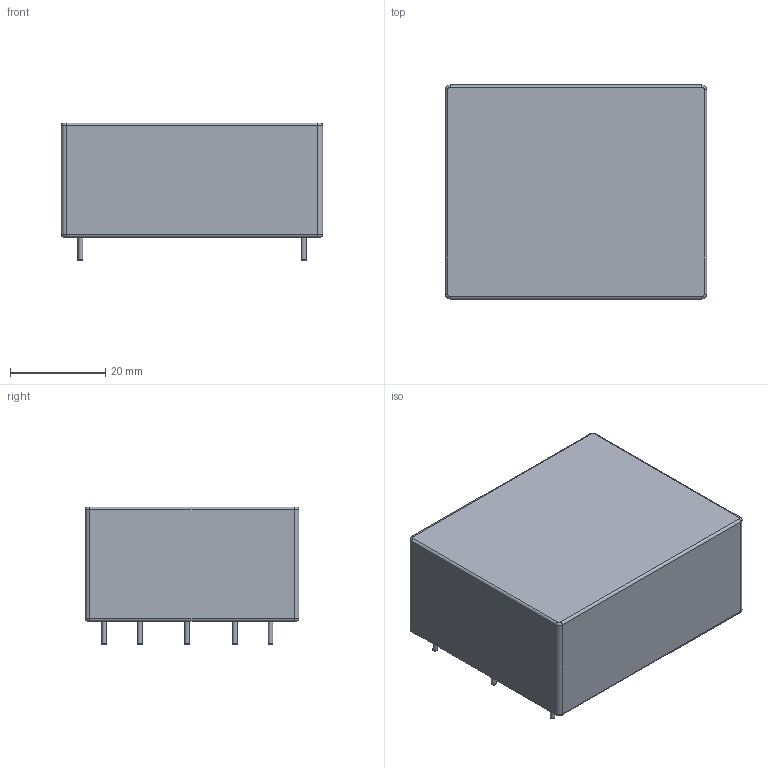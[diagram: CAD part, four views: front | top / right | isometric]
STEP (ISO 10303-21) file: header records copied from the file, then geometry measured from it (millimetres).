
FILE_DESCRIPTION(/* description */ ('model of Converter_ACDC_Vigortronix_VTX-214-015-1xx_THT'),/* implementation_level */ '2;1');
FILE_NAME(/* name */ 'Converter_ACDC_Vigortronix_VTX-214-015-1xx_THT.step',/* time_stamp */ '2018-04-09T21:29:04',/* author */ ('kicad StepUp','ksu'),/* organization */ ('FreeCAD'),/* preprocessor_version */ 'OCC',/* originating_system */ 'kicad StepUp',/* authorisation */ '');
FILE_SCHEMA(('AUTOMOTIVE_DESIGN { 1 0 10303 214 1 1 1 1 }'));
Length unit declared in the file: millimetre
Products named in the file (1): Converter_ACDC_Vigortronix_VTX_214_015_1xx_THT
Bounding box: 55 x 45 x 29 mm (x, y, z)
Volume: 59377.7 mm3; surface area: 9698.9 mm2
Topology: 1 solids, 1 shells, 41 faces, 81 edges, 47 vertices
Faces by surface type: cylinder 17, torus 13, plane 11
Full cylindrical faces by diameter (mm): 1 x5
Entity records: 823 total; most frequent: CARTESIAN_POINT 127, ORIENTED_EDGE 125, AXIS2_PLACEMENT_3D 91, EDGE_CURVE 81, CIRCLE 52, VERTEX_POINT 47, FACE_BOUND 46, EDGE_LOOP 46
